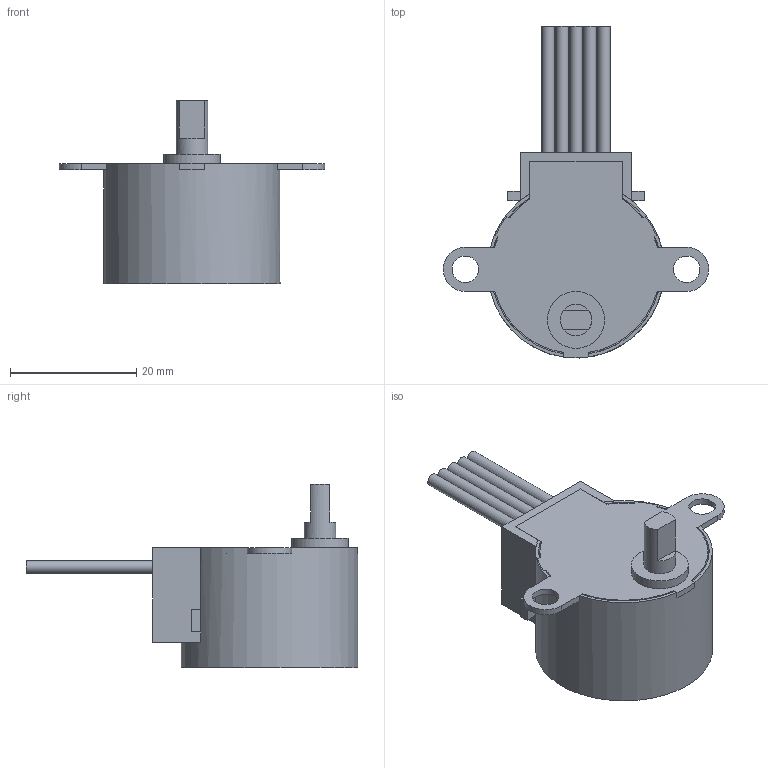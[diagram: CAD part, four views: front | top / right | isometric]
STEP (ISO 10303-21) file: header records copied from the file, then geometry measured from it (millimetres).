
FILE_DESCRIPTION(('STEP AP203'),'1');
FILE_NAME(' 5V Stepper Motor.stp','2020-02-18T11:36:57',(' '),(' '),'Spatial InterOp 3D',' ',' ');
FILE_SCHEMA(('CONFIG_CONTROL_DESIGN'));
Length unit declared in the file: millimetre
Products named in the file (11): Część1; Część2; Część3; Część4; Część5; Część11
Assembly tree (10 placements, depth 2):
  (unnamed)
    Część1
    Część2
    Część3
    Część4
    Część5
    Część5
    Część5
    Część5
    Część5
    Część11
Bounding box: 42 x 52.49 x 29 mm (x, y, z)
Volume: 12618 mm3; surface area: 10224.7 mm2
Topology: 10 solids, 10 shells, 141 faces, 356 edges, 236 vertices
Faces by surface type: plane 101, cylinder 40
Full cylindrical faces by diameter (mm): 1.5 x1, 2 x5, 4.2 x2, 5 x1, 9 x2, 25.6 x1, 27 x1, 28 x1
Entity records: 4742 total; most frequent: DIRECTION 746, CARTESIAN_POINT 724, ORIENTED_EDGE 678, EDGE_CURVE 339, AXIS2_PLACEMENT_3D 255, LINE 236, VECTOR 236, VERTEX_POINT 233
